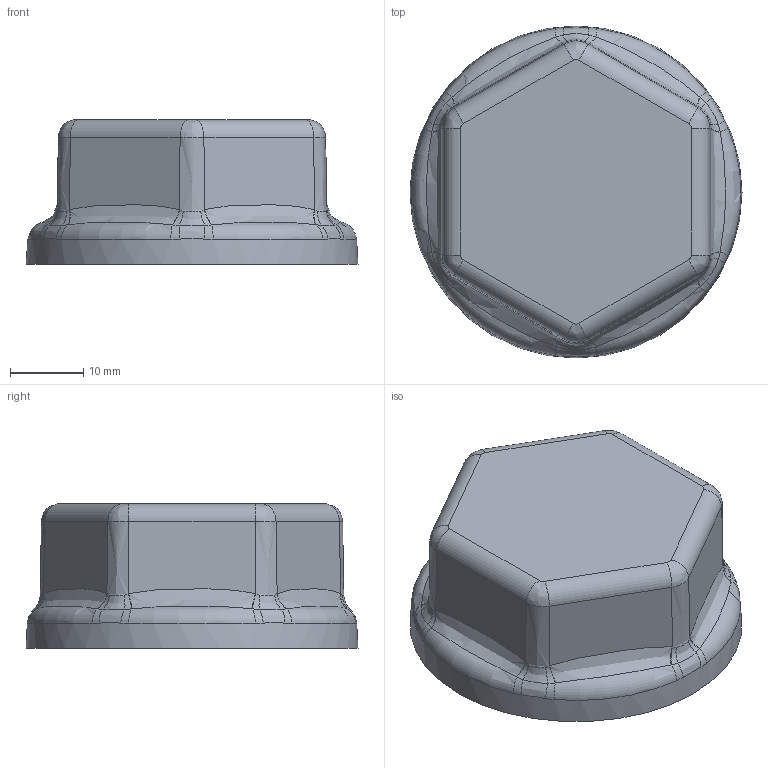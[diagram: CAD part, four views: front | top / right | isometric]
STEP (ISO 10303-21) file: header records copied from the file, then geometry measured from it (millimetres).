
FILE_DESCRIPTION( ( 'STEP AP203' ), '1' );
FILE_NAME( 'M22.step', '2022-07-27T05:39:09', ( ' ' ), ( ' ' ), 'XStep 1.0', ' ', ' ' );
FILE_SCHEMA( ( 'CONFIG_CONTROL_DESIGN' ) );
Length unit declared in the file: millimetre
Products named in the file (1): 1
Bounding box: 45.35 x 45.35 x 19.8 mm (x, y, z)
Volume: 8728.5 mm3; surface area: 7164.2 mm2
Topology: 1 solids, 1 shells, 131 faces, 312 edges, 184 vertices
Faces by surface type: bspline 84, plane 21, cylinder 18, torus 6, cone 2
Entity records: 9554 total; most frequent: CARTESIAN_POINT 6986, ORIENTED_EDGE 616, DIRECTION 418, EDGE_CURVE 308, AXIS2_PLACEMENT_3D 182, VERTEX_POINT 182, EDGE_LOOP 134, ADVANCED_FACE 131
